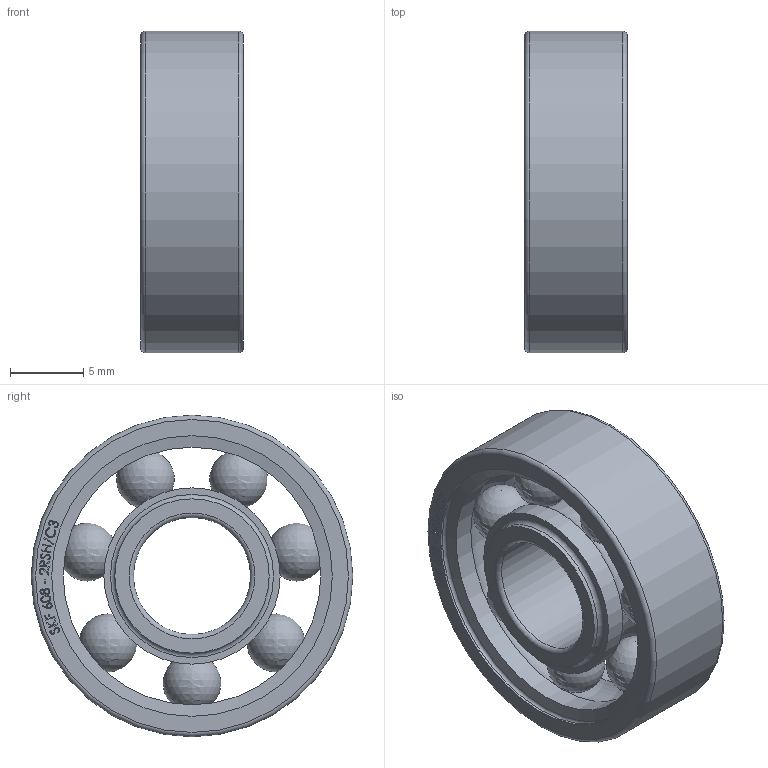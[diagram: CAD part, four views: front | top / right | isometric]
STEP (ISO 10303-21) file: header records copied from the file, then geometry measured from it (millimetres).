
FILE_DESCRIPTION(/* description */ (''),/* implementation_level */ '2;1');
FILE_NAME(/* name */ '_608+SKF.step',/* time_stamp */ '2026-02-14T13:41:50+05:30',/* author */ (''),/* organization */ (''),/* preprocessor_version */ 'ST-DEVELOPER v20.1',/* originating_system */ 'Autodesk Translation Framework v14.21.0.0',/* authorisation */ '');
FILE_SCHEMA (('AUTOMOTIVE_DESIGN { 1 0 10303 214 3 1 1 }'));
Length unit declared in the file: millimetre
Products named in the file (1): (Unsaved)
Bounding box: 7 x 22 x 22 mm (x, y, z)
Volume: 1422.9 mm3; surface area: 2070.2 mm2
Topology: 9 solids, 9 shells, 411 faces, 1089 edges, 722 vertices
Faces by surface type: bspline 198, plane 184, cylinder 10, torus 10, sphere 7, cone 2
Full cylindrical faces by diameter (mm): 8 x1, 10.554 x2, 12.054 x2, 17.61 x2, 19.2 x2, 22 x1
Entity records: 23127 total; most frequent: CARTESIAN_POINT 14263, ORIENTED_EDGE 2150, DIRECTION 1156, EDGE_CURVE 1075, VERTEX_POINT 722, LINE 630, VECTOR 630, EDGE_LOOP 455
